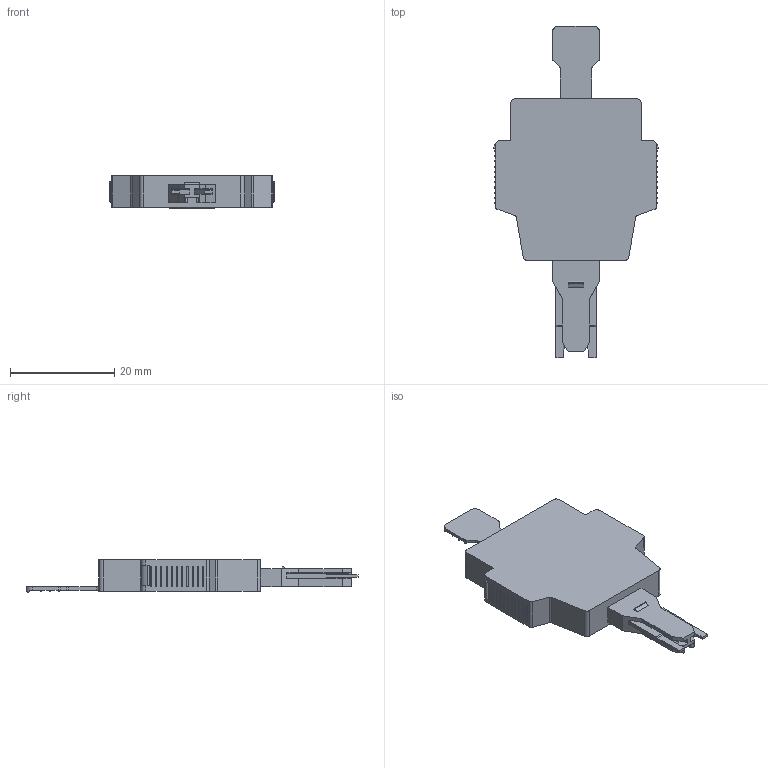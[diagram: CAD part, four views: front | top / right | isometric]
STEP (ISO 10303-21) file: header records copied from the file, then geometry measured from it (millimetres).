
FILE_DESCRIPTION(/* description */ (''),/* implementation_level */ '2;1');
FILE_NAME(/* name */ '225231.stp',/* time_stamp */ '2022-04-29T15:32:35+08:00',/* author */ (''),/* organization */ (''),/* preprocessor_version */ 'ST-DEVELOPER v16.7',/* originating_system */ 'SIEMENS PLM Software NX 12.0',/* authorisation */ '');
FILE_SCHEMA (('AUTOMOTIVE_DESIGN { 1 0 10303 214 3 1 1 1 }'));
Length unit declared in the file: millimetre
Products named in the file (1): SP0DACF6383bek
Bounding box: 31.61 x 63.7 x 6.2 mm (x, y, z)
Volume: 5378.2 mm3; surface area: 3324.3 mm2
Topology: 1 solids, 1 shells, 244 faces, 637 edges, 420 vertices
Faces by surface type: plane 193, cylinder 51
Entity records: 7501 total; most frequent: CARTESIAN_POINT 1360, ORIENTED_EDGE 1274, DIRECTION 1231, EDGE_CURVE 637, LINE 529, VECTOR 529, VERTEX_POINT 420, AXIS2_PLACEMENT_3D 351
